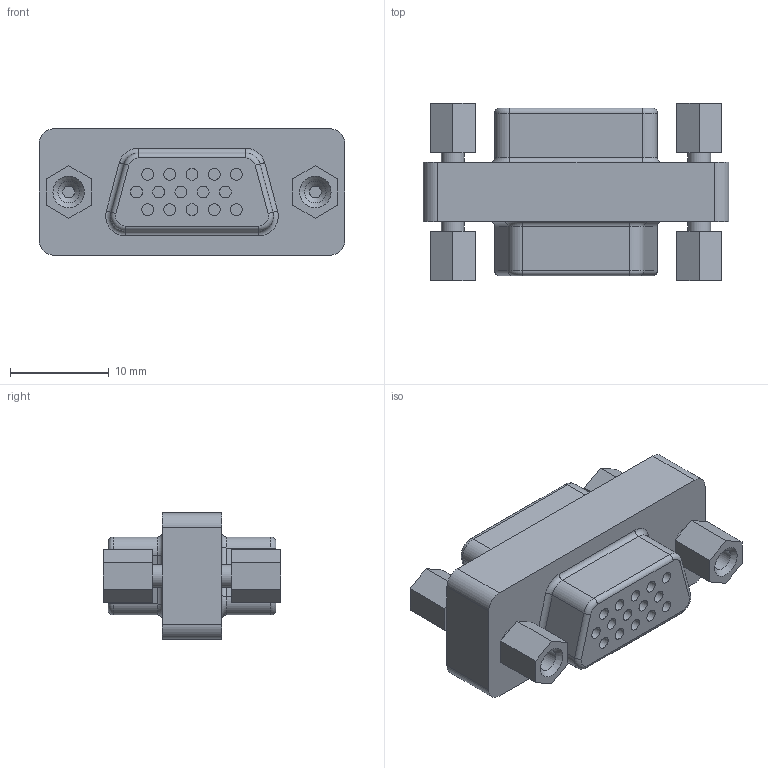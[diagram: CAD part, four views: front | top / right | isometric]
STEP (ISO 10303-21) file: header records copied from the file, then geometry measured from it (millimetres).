
FILE_DESCRIPTION((''),'2;1');
FILE_NAME('interface_VGA_DB15.stp','2012-02-27T09:36:33',('ricardo.rangel'),(''),'Autodesk Inventor 2012','Autodesk Inventor 2012','');
FILE_SCHEMA(('AUTOMOTIVE_DESIGN { 1 0 10303 214 1 1 1 1 }'));
Length unit declared in the file: millimetre
Products named in the file (1): interface_VGA_DB15
Bounding box: 31 x 18 x 12.8 mm (x, y, z)
Volume: 3793 mm3; surface area: 2950.6 mm2
Topology: 1 solids, 1 shells, 172 faces, 340 edges, 214 vertices
Faces by surface type: plane 82, cylinder 66, torus 16, cone 8
Full cylindrical faces by diameter (mm): 1.2 x30, 2.2 x4, 2.3 x4
Entity records: 4298 total; most frequent: DIRECTION 794, CARTESIAN_POINT 677, ORIENTED_EDGE 584, AXIS2_PLACEMENT_3D 329, EDGE_CURVE 292, EDGE_LOOP 262, VERTEX_POINT 212, FACE_OUTER_BOUND 172
